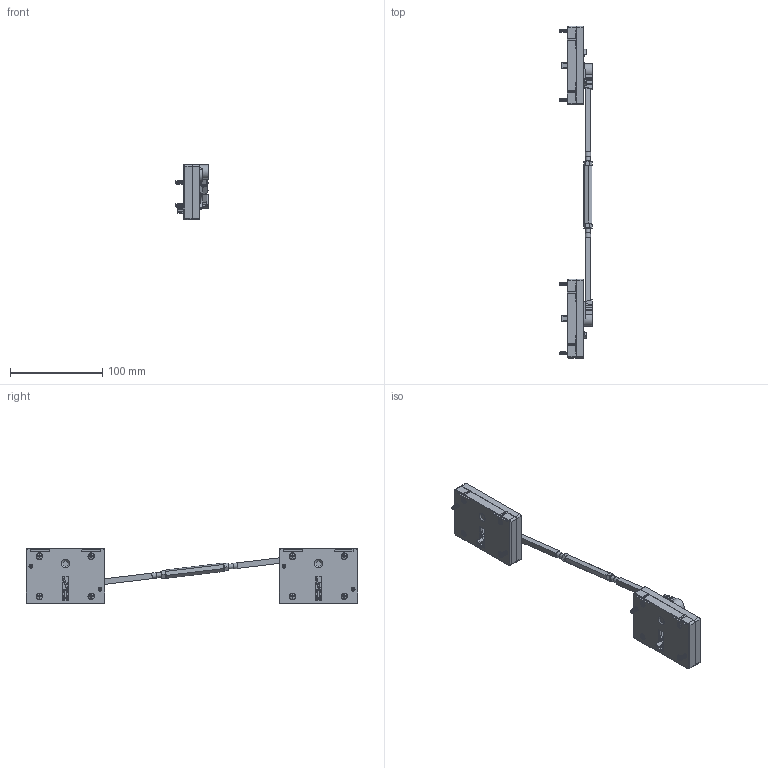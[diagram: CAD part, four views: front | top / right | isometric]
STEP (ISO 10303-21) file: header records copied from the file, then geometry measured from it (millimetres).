
FILE_DESCRIPTION(/* description */ (''),/* implementation_level */ '2;1');
FILE_NAME(/* name */ 'FILE_STP_CAD_DRAWING_BFX5504_Catalog_prt.stp',/* time_stamp */ '2020-12-01T18:09:54+01:00',/* author */ (''),/* organization */ (''),/* preprocessor_version */ 'ST-DEVELOPER v16.7',/* originating_system */ 'SIEMENS PLM Software NX 12.0',/* authorisation */ '');
FILE_SCHEMA (('AUTOMOTIVE_DESIGN { 1 0 10303 214 3 1 1 1 }'));
Products named in the file (1): BFX5504_Catalog
Bounding box: 35.25 x 360.7 x 60.79 mm (x, y, z)
Surface area: 59385.8 mm2 (no closed solid volume)
Topology: 0 solids, 47 shells, 1211 faces, 4186 edges, 3005 vertices
Faces by surface type: plane 769, cylinder 252, cone 67, torus 53, bspline 40, sphere 28, extrusion 2
Full cylindrical faces by diameter (mm): 2.4 x2, 3 x4, 3.15 x2, 3.2 x4, 4.3 x4, 5 x2, 6 x4, 7.102 x2, 7.13 x6, 7.4 x4, 9.8 x2, 11 x2
Entity records: 53675 total; most frequent: CARTESIAN_POINT 17756, DIRECTION 7472, ORIENTED_EDGE 6877, EDGE_CURVE 4070, VERTEX_POINT 2960, AXIS2_PLACEMENT_3D 2548, VECTOR 2376, LINE 2374
